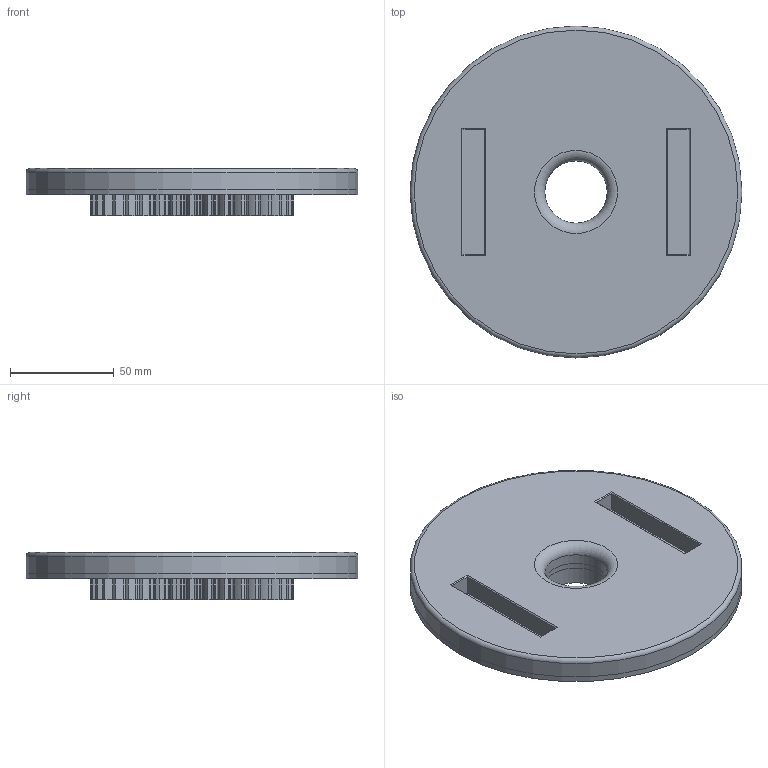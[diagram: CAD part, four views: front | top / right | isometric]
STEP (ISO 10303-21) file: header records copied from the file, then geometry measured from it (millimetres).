
FILE_DESCRIPTION(('FreeCAD Model'),'2;1');
FILE_NAME('Open CASCADE Shape Model','2024-07-10T20:30:29',('Author'),( ''),'Open CASCADE STEP processor 7.6','FreeCAD','Unknown');
FILE_SCHEMA(('AUTOMOTIVE_DESIGN { 1 0 10303 214 1 1 1 1 }'));
Length unit declared in the file: millimetre
Products named in the file (1): top_plate
Bounding box: 160 x 160 x 22.7 mm (x, y, z)
Volume: 261876.2 mm3; surface area: 59231.3 mm2
Topology: 1 solids, 1 shells, 337 faces, 982 edges, 653 vertices
Faces by surface type: cylinder 151, extrusion 144, plane 40, torus 2
Full cylindrical faces by diameter (mm): 30 x3, 64.5 x1, 82 x1, 160 x2
Entity records: 11965 total; most frequent: CARTESIAN_POINT 3329, ORIENTED_EDGE 1964, DIRECTION 1509, EDGE_CURVE 982, VERTEX_POINT 653, VECTOR 515, AXIS2_PLACEMENT_3D 497, B_SPLINE_CURVE_WITH_KNOTS 452
